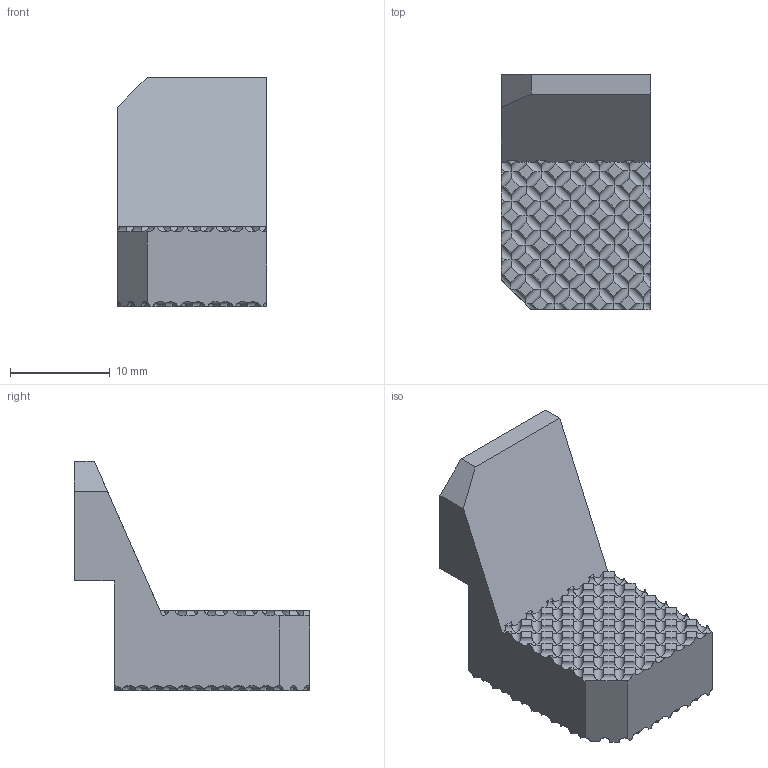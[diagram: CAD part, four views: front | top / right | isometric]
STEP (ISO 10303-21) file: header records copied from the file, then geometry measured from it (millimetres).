
FILE_DESCRIPTION(/* description */ (''),/* implementation_level */ '2;1');
FILE_NAME(/* name */ 'V05-04-07-03 - Front door handle.step',/* time_stamp */ '2022-01-14T13:19:14+03:00',/* author */ (''),/* organization */ (''),/* preprocessor_version */ 'ST-DEVELOPER v18.1',/* originating_system */ 'Autodesk Translation Framework v10.10.0.1391',/* authorisation */ '');
FILE_SCHEMA (('AUTOMOTIVE_DESIGN { 1 0 10303 214 3 1 1 }'));
Length unit declared in the file: millimetre
Products named in the file (1): V05-04-07-03 - Front door handle
Bounding box: 15 x 23.6 x 23 mm (x, y, z)
Volume: 2894.3 mm3; surface area: 2026.9 mm2
Topology: 1 solids, 1 shells, 464 faces, 1252 edges, 792 vertices
Faces by surface type: cylinder 297, plane 164, cone 3
Full cylindrical faces by diameter (mm): 2.8 x2
Entity records: 14732 total; most frequent: DIRECTION 2802, CARTESIAN_POINT 2509, ORIENTED_EDGE 2504, EDGE_CURVE 1252, AXIS2_PLACEMENT_3D 1085, VERTEX_POINT 792, LINE 632, VECTOR 632
